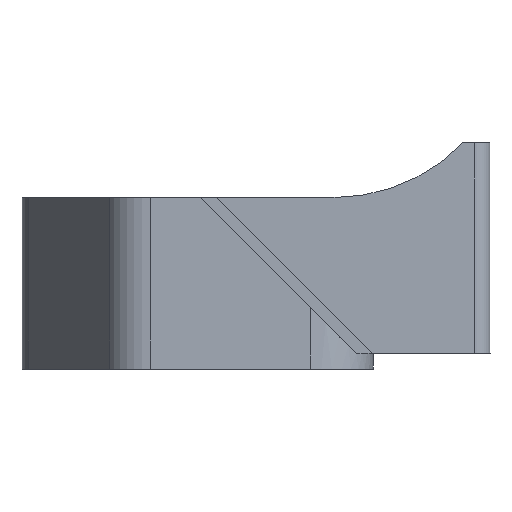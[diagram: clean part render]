
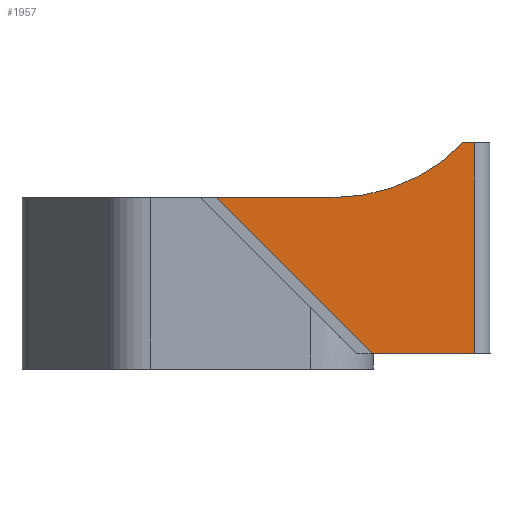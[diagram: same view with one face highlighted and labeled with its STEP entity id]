
A CAD part, front view. The second image highlights one B-rep face of the part: STEP entity #1957.
In plain terms, the highlighted planar face has unit normal (0, -1, 0).
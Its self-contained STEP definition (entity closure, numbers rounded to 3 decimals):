
#123 = LINE ( 'NONE', #2098, #500 ) ;
#184 = CARTESIAN_POINT ( 'NONE',  ( 3.485, -17.5, 20. ) ) ;
#267 = VECTOR ( 'NONE', #1170, 1000. ) ;
#348 = ORIENTED_EDGE ( 'NONE', *, *, #1829, .F. ) ;
#358 = ORIENTED_EDGE ( 'NONE', *, *, #415, .T. ) ;
#415 = EDGE_CURVE ( 'NONE', #1847, #2305, #2724, .T. ) ;
#486 = CARTESIAN_POINT ( 'NONE',  ( 21.485, -17.5, 27. ) ) ;
#500 = VECTOR ( 'NONE', #2396, 1000. ) ;
#531 = CARTESIAN_POINT ( 'NONE',  ( 15., -17.5, 20. ) ) ;
#534 = EDGE_CURVE ( 'NONE', #2048, #1201, #1617, .T. ) ;
#571 = CARTESIAN_POINT ( 'NONE',  ( -11.515, -17.5, 20. ) ) ;
#618 = CARTESIAN_POINT ( 'NONE',  ( 1.743, -17.5, 6.743 ) ) ;
#665 = EDGE_CURVE ( 'NONE', #2356, #2676, #1688, .T. ) ;
#690 = AXIS2_PLACEMENT_3D ( 'NONE', #2412, #1042, #2810 ) ;
#718 = CARTESIAN_POINT ( 'NONE',  ( 23.485, -17.5, 0. ) ) ;
#719 = CARTESIAN_POINT ( 'NONE',  ( 8.485, -17.5, 0. ) ) ;
#744 = ORIENTED_EDGE ( 'NONE', *, *, #1442, .F. ) ;
#817 = VECTOR ( 'NONE', #2101, 1000. ) ;
#1042 = DIRECTION ( 'NONE',  ( 0., 1., 0. ) ) ;
#1075 = FACE_OUTER_BOUND ( 'NONE', #1928, .T. ) ;
#1086 = EDGE_CURVE ( 'NONE', #1201, #1847, #123, .T. ) ;
#1103 = CARTESIAN_POINT ( 'NONE',  ( 3.485, -17.5, 43. ) ) ;
#1170 = DIRECTION ( 'NONE',  ( 0., 0., 1. ) ) ;
#1201 = VERTEX_POINT ( 'NONE', #1232 ) ;
#1223 = CARTESIAN_POINT ( 'NONE',  ( 20.008, -17.5, 27. ) ) ;
#1232 = CARTESIAN_POINT ( 'NONE',  ( 21.485, -17.5, 27. ) ) ;
#1240 = DIRECTION ( 'NONE',  ( -1., 0., 0. ) ) ;
#1381 = AXIS2_PLACEMENT_3D ( 'NONE', #1103, #2456, #1981 ) ;
#1442 = EDGE_CURVE ( 'NONE', #2048, #2676, #2711, .T. ) ;
#1577 = VECTOR ( 'NONE', #1240, 1000. ) ;
#1617 = LINE ( 'NONE', #486, #267 ) ;
#1647 = LINE ( 'NONE', #531, #817 ) ;
#1688 = LINE ( 'NONE', #618, #1884 ) ;
#1702 = DIRECTION ( 'NONE',  ( 0.707, 0., -0.707 ) ) ;
#1829 = EDGE_CURVE ( 'NONE', #2356, #2305, #1647, .T. ) ;
#1847 = VERTEX_POINT ( 'NONE', #1223 ) ;
#1884 = VECTOR ( 'NONE', #1702, 1000. ) ;
#1915 = ORIENTED_EDGE ( 'NONE', *, *, #1086, .T. ) ;
#1928 = EDGE_LOOP ( 'NONE', ( #744, #2814, #1915, #358, #348, #2401 ) ) ;
#1952 = PLANE ( 'NONE',  #690 ) ;
#1957 = ADVANCED_FACE ( 'NONE', ( #1075 ), #1952, .F. ) ;
#1981 = DIRECTION ( 'NONE',  ( -1., 0., 0. ) ) ;
#2048 = VERTEX_POINT ( 'NONE', #2480 ) ;
#2098 = CARTESIAN_POINT ( 'NONE',  ( 23.485, -17.5, 27. ) ) ;
#2101 = DIRECTION ( 'NONE',  ( 1., 0., 0. ) ) ;
#2305 = VERTEX_POINT ( 'NONE', #184 ) ;
#2356 = VERTEX_POINT ( 'NONE', #571 ) ;
#2396 = DIRECTION ( 'NONE',  ( -1., 0., 0. ) ) ;
#2401 = ORIENTED_EDGE ( 'NONE', *, *, #665, .T. ) ;
#2412 = CARTESIAN_POINT ( 'NONE',  ( 23.485, -17.5, 27. ) ) ;
#2456 = DIRECTION ( 'NONE',  ( 0., 1., 0. ) ) ;
#2480 = CARTESIAN_POINT ( 'NONE',  ( 21.485, -17.5, 0. ) ) ;
#2676 = VERTEX_POINT ( 'NONE', #719 ) ;
#2711 = LINE ( 'NONE', #718, #1577 ) ;
#2724 = CIRCLE ( 'NONE', #1381, 23. ) ;
#2810 = DIRECTION ( 'NONE',  ( 0., 0., 1. ) ) ;
#2814 = ORIENTED_EDGE ( 'NONE', *, *, #534, .T. ) ;
